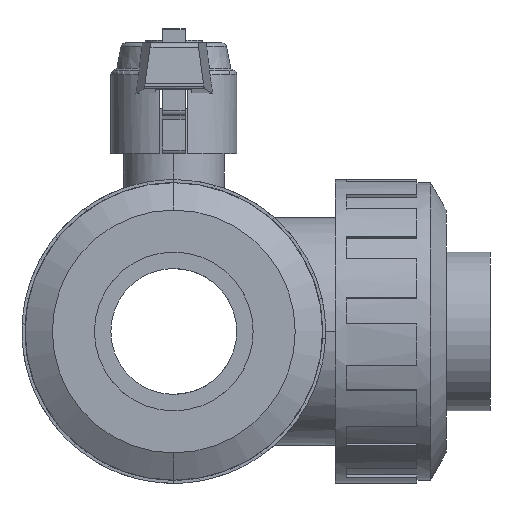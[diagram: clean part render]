
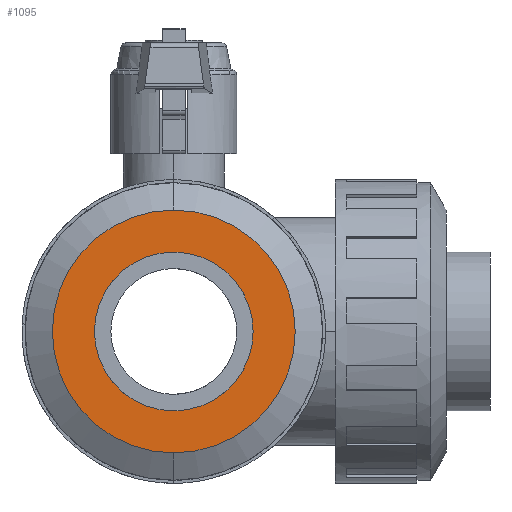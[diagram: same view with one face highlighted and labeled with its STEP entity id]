
A CAD part, left-side view. The second image highlights one B-rep face of the part: STEP entity #1095.
In plain terms, the highlighted planar face has unit normal (-1, 0, 0).
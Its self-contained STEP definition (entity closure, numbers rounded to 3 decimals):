
#1095=ADVANCED_FACE('',(#2242,#2243),#2244,.T.);
#2242=FACE_BOUND('',#3431,.T.);
#2243=FACE_OUTER_BOUND('',#3432,.T.);
#2244=PLANE('',#3433);
#3431=EDGE_LOOP('',(#6888,#6889));
#3432=EDGE_LOOP('',(#6890,#6891));
#3433=AXIS2_PLACEMENT_3D('',#6892,#6893,#6894);
#6888=ORIENTED_EDGE('',*,*,#8032,.F.);
#6889=ORIENTED_EDGE('',*,*,#7549,.F.);
#6890=ORIENTED_EDGE('',*,*,#7320,.T.);
#6891=ORIENTED_EDGE('',*,*,#8583,.T.);
#6892=CARTESIAN_POINT('',(-108.077,0.0,43.788));
#6893=DIRECTION('',(-1.0,0.0,0.0));
#6894=DIRECTION('',(0.0,-0.0,1.0));
#7320=EDGE_CURVE('',#8839,#8843,#8845,.T.);
#7549=EDGE_CURVE('',#9284,#9280,#9286,.T.);
#8032=EDGE_CURVE('',#9280,#9284,#10011,.T.);
#8583=EDGE_CURVE('',#8843,#8839,#10724,.T.);
#8839=VERTEX_POINT('',#11143);
#8843=VERTEX_POINT('',#11148);
#8845=CIRCLE('',#11151,48.2);
#9280=VERTEX_POINT('',#11696);
#9284=VERTEX_POINT('',#11701);
#9286=CIRCLE('',#11704,31.505);
#10011=CIRCLE('',#13159,31.505);
#10724=CIRCLE('',#14124,48.2);
#11143=CARTESIAN_POINT('',(-108.077,0.0,48.2));
#11148=CARTESIAN_POINT('',(-108.077,0.,-48.2));
#11151=AXIS2_PLACEMENT_3D('',#14406,#14407,#14408);
#11696=CARTESIAN_POINT('',(-108.077,0.0,31.505));
#11701=CARTESIAN_POINT('',(-108.077,0.,-31.505));
#11704=AXIS2_PLACEMENT_3D('',#14827,#14828,#14829);
#13159=AXIS2_PLACEMENT_3D('',#15360,#15361,#15362);
#14124=AXIS2_PLACEMENT_3D('',#15933,#15934,#15935);
#14406=CARTESIAN_POINT('',(-108.077,0.0,0.0));
#14407=DIRECTION('',(-1.0,0.0,0.0));
#14408=DIRECTION('',(0.0,-0.0,1.0));
#14827=CARTESIAN_POINT('',(-108.077,0.0,0.0));
#14828=DIRECTION('',(-1.0,0.0,0.0));
#14829=DIRECTION('',(0.0,-0.0,1.0));
#15360=CARTESIAN_POINT('',(-108.077,0.0,0.0));
#15361=DIRECTION('',(-1.0,0.0,0.0));
#15362=DIRECTION('',(0.0,-0.0,1.0));
#15933=CARTESIAN_POINT('',(-108.077,0.0,0.0));
#15934=DIRECTION('',(-1.0,0.0,0.0));
#15935=DIRECTION('',(0.0,-0.0,1.0));
